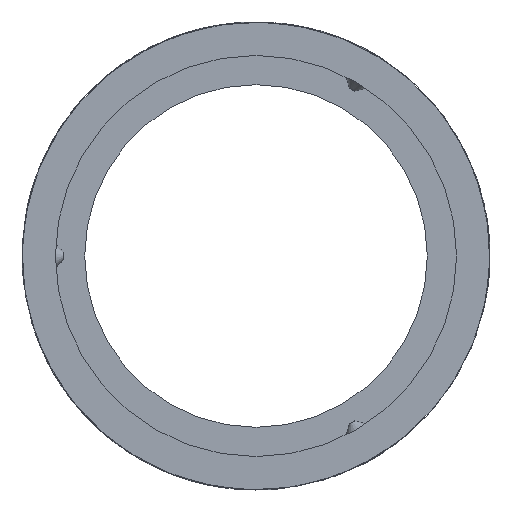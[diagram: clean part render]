
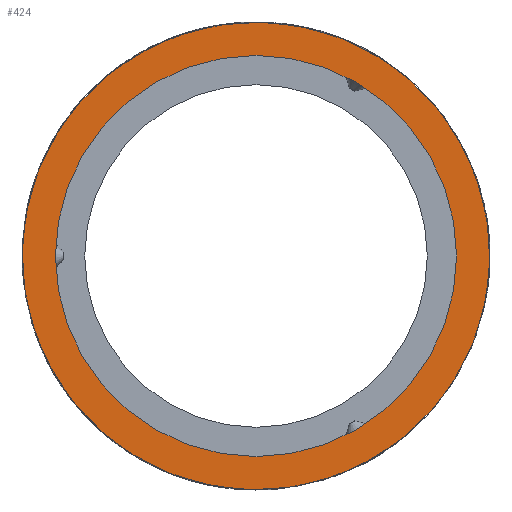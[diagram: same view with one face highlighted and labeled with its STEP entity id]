
A CAD part, left-side view. The second image highlights one B-rep face of the part: STEP entity #424.
In plain terms, the highlighted planar face has unit normal (-1, 0, 0).
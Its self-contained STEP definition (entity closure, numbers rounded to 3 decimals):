
#120=PLANE('',#3533);
#424=ADVANCED_FACE('',(#668,#669),#120,.T.);
#553=CIRCLE('',#3531,24.);
#554=CIRCLE('',#3532,28.);
#668=FACE_BOUND('',#874,.T.);
#669=FACE_BOUND('',#875,.T.);
#874=EDGE_LOOP('',(#1837));
#875=EDGE_LOOP('',(#1838));
#1837=ORIENTED_EDGE('',*,*,#2931,.F.);
#1838=ORIENTED_EDGE('',*,*,#2932,.F.);
#2425=VERTEX_POINT('',#7151);
#2426=VERTEX_POINT('',#7153);
#2931=EDGE_CURVE('',#2425,#2425,#553,.T.);
#2932=EDGE_CURVE('',#2426,#2426,#554,.T.);
#3531=AXIS2_PLACEMENT_3D('',#7150,#3792,#3793);
#3532=AXIS2_PLACEMENT_3D('',#7152,#3794,#3795);
#3533=AXIS2_PLACEMENT_3D('',#7154,#3796,#3797);
#3792=DIRECTION('',(-1.,0.,0.));
#3793=DIRECTION('',(0.,-0.5,0.866));
#3794=DIRECTION('',(1.,0.,0.));
#3795=DIRECTION('',(0.,-0.5,0.866));
#3796=DIRECTION('',(-1.,0.,0.));
#3797=DIRECTION('',(0.,-0.5,0.866));
#7150=CARTESIAN_POINT('',(0.,0.,0.));
#7151=CARTESIAN_POINT('',(0.,-12.,20.785));
#7152=CARTESIAN_POINT('',(0.,0.,0.));
#7153=CARTESIAN_POINT('',(0.,-14.,24.249));
#7154=CARTESIAN_POINT('',(0.,-11.274,-42.074));
